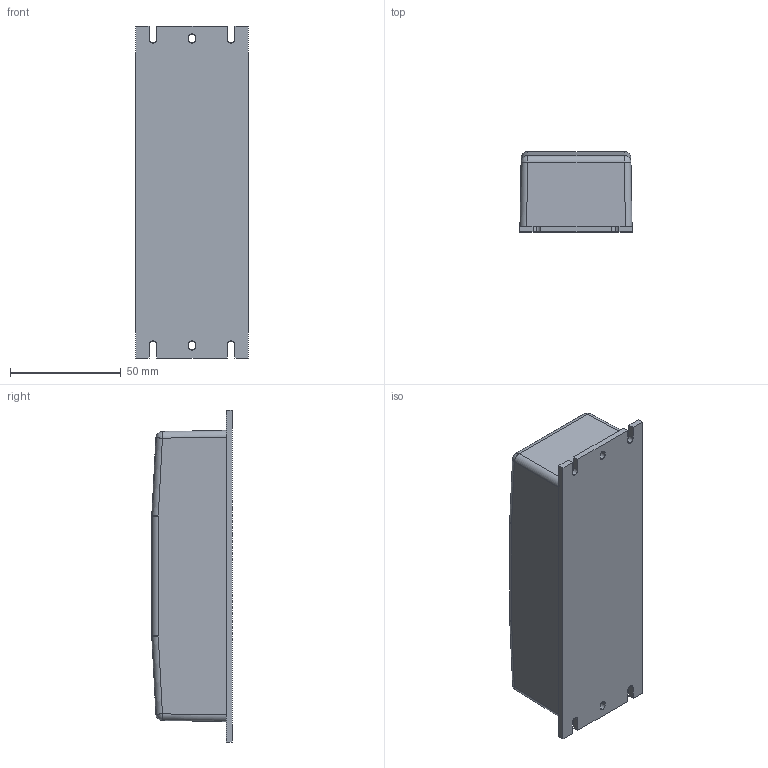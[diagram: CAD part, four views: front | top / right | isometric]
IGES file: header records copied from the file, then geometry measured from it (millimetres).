
Start section: SolidWorks IGES file using analytic representation for surfaces
Global section: file name: KM 93.IGS; native system: SolidWorks 2009; preprocessor: SolidWorks 2009; author: user; date: 100713.114056; units: millimetre
Bounding box: 50.6 x 36.3 x 149.8 mm (x, y, z)
Surface area: 52022.4 mm2 (no closed solid volume)
Topology: 0 solids, 0 shells, 123 faces, 1278 edges, 1272 vertices
Faces by surface type: revolution 68, bspline 55
